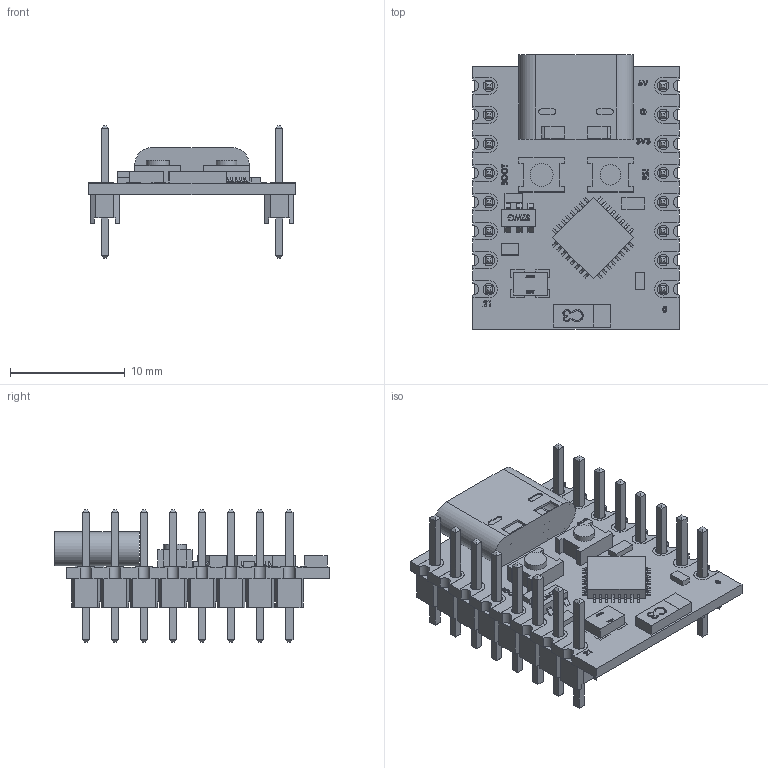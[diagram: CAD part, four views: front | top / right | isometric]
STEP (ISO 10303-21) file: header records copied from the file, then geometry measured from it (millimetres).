
FILE_DESCRIPTION(/* description */ ('STEP AP242 Edition 2','CAx-IF Rec.Pracs.---Representation and Presentation of Product Manufacturing Information (PMI)---4.0---2014-10-13','CAx-IF Rec.Pracs.---3D Tessellated Geometry---0.4---2014-09-14','2;1','CAx-IF Rec.Pracs.---User Defined Attributes---1.5---2016-08-15'),/* implementation_level */ '2;1');
FILE_NAME(/* name */ '695d6d705c952128cb0a0f33',/* time_stamp */ '2026-01-06T20:15:45Z',/* author */ (''),/* organization */ (''),/* preprocessor_version */ 'ST-DEVELOPER v20',/* originating_system */ 'ONSHAPE BY PTC INC, 1.208',/* authorisation */ ' ');
FILE_SCHEMA (('AP242_MANAGED_MODEL_BASED_3D_ENGINEERING_MIM_LF { 1 0 10303 442 3 1 4 }'));
Length unit declared in the file: metre
Products named in the file (3): ESP32-C3 Super mini with headers; 6130xx11121_PIN_5; ESP32 C3 Super mini
Assembly tree (3 placements, depth 2):
  ESP32-C3 Super mini with headers
    6130xx11121_PIN_5  x2
    ESP32 C3 Super mini
Bounding box: 18 x 24 x 11.54 mm (x, y, z)
Volume: 826.9 mm3; surface area: 2406.8 mm2
Topology: 3 solids, 3 shells, 1355 faces, 3648 edges, 2388 vertices
Faces by surface type: plane 984, cylinder 258, bspline 103, sphere 10
Full cylindrical faces by diameter (mm): 1 x16, 1.8 x1, 2 x1
Entity records: 46813 total; most frequent: CARTESIAN_POINT 13516, ORIENTED_EDGE 6124, DIRECTION 5324, EDGE_CURVE 3062, LINE 2188, VECTOR 2188, VERTEX_POINT 2032, AXIS2_PLACEMENT_3D 1568
